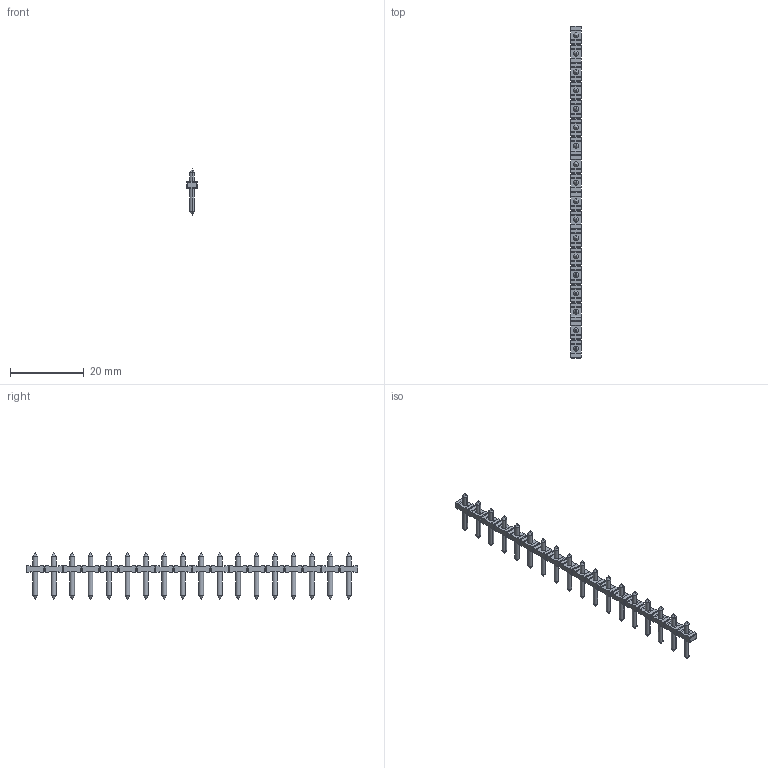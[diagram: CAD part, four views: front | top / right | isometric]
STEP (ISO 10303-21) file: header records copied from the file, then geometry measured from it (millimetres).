
FILE_DESCRIPTION((''),'2;1');
FILE_NAME('PRT0007','2024-09-29T13:35:17',('tluser'),(''),'CREO PARAMETRIC BY PTC INC, 2018100','CREO PARAMETRIC BY PTC INC, 2018100','');
FILE_SCHEMA(('CONFIG_CONTROL_DESIGN'));
Length unit declared in the file: millimetre
Products named in the file (1): PRT0007
Bounding box: 2.8 x 90 x 12.5 mm (x, y, z)
Volume: 624.9 mm3; surface area: 1548.7 mm2
Topology: 1 solids, 1 shells, 582 faces, 1380 edges, 764 vertices
Faces by surface type: plane 438, cylinder 72, cone 72
Entity records: 15602 total; most frequent: CARTESIAN_POINT 2654, DIRECTION 2616, ORIENTED_EDGE 2616, EDGE_CURVE 1308, VECTOR 1164, LINE 1164, VERTEX_POINT 764, AXIS2_PLACEMENT_3D 726
